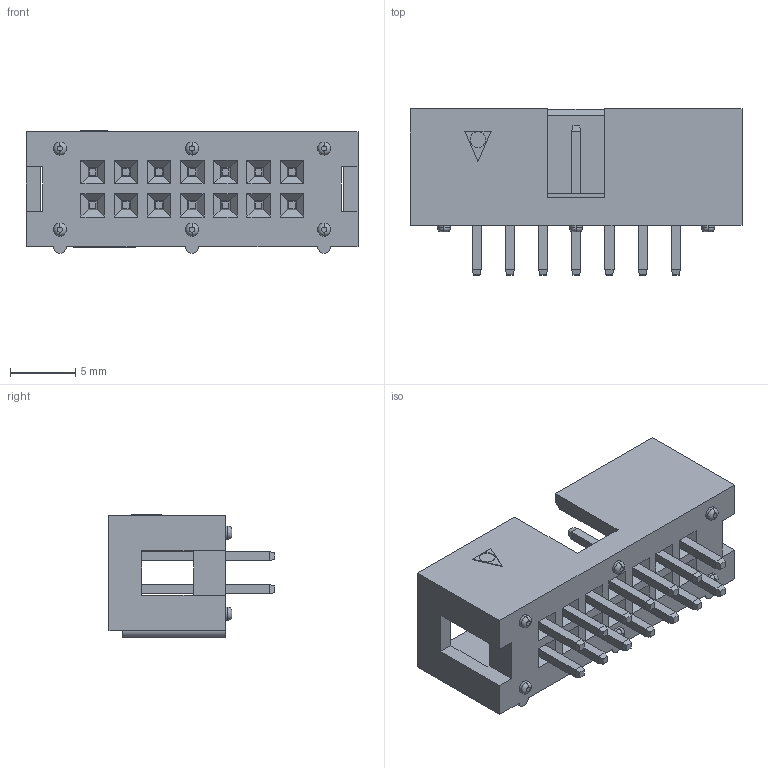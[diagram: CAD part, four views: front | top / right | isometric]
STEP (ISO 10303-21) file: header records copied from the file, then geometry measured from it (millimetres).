
FILE_DESCRIPTION (( 'STEP AP214' ), '1' );
FILE_NAME ('User Library-IDC-14MS.STEP', '2019-01-31T05:59:39', ( '' ), ( '' ), 'SwSTEP 2.0', 'SolidWorks 2019', '' );
FILE_SCHEMA (( 'AUTOMOTIVE_DESIGN' ));
Length unit declared in the file: millimetre
Products named in the file (3): User Library-IDC-14MS_Pin 1___ _________; User Library-IDC-14MS; User Library-IDC-14MS_Case IDC-14MS___ _________
Assembly tree (15 placements, depth 2):
  User Library-IDC-14MS
    User Library-IDC-14MS_Case IDC-14MS___ _________
    User Library-IDC-14MS_Pin 1___ _________  x14
Bounding box: 25.4 x 12.7 x 9.35 mm (x, y, z)
Volume: 1004.5 mm3; surface area: 1851.1 mm2
Topology: 15 solids, 15 shells, 372 faces, 812 edges, 494 vertices
Faces by surface type: plane 332, cylinder 20, torus 12, bspline 8
Entity records: 5910 total; most frequent: CARTESIAN_POINT 1334, ORIENTED_EDGE 896, DIRECTION 896, EDGE_CURVE 448, LINE 368, VECTOR 368, VERTEX_POINT 286, AXIS2_PLACEMENT_3D 264
